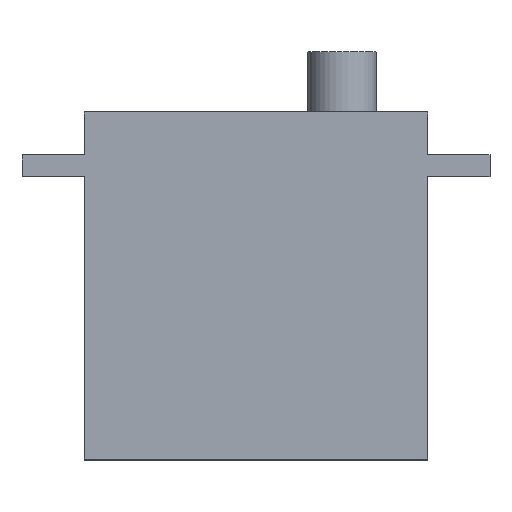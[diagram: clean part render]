
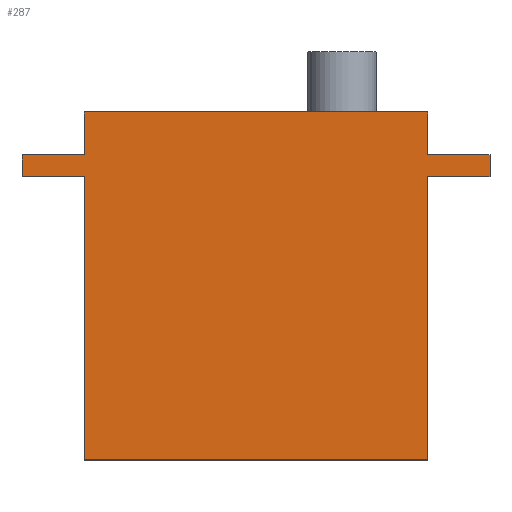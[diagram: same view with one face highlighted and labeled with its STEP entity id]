
A CAD part, top view. The second image highlights one B-rep face of the part: STEP entity #287.
In plain terms, the highlighted planar face has unit normal (0, 0, 1).
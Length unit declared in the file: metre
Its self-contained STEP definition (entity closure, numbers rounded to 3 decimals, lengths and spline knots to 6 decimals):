
#14=LINE('',#407,#50);
#20=LINE('',#420,#56);
#21=LINE('',#422,#57);
#26=LINE('',#432,#62);
#28=LINE('',#437,#64);
#32=LINE('',#444,#68);
#34=LINE('',#449,#70);
#37=LINE('',#457,#73);
#41=LINE('',#466,#77);
#42=LINE('',#467,#78);
#43=LINE('',#468,#79);
#44=LINE('',#469,#80);
#50=VECTOR('',#334,1.);
#56=VECTOR('',#342,1.);
#57=VECTOR('',#345,1.);
#62=VECTOR('',#352,1.);
#64=VECTOR('',#356,1.);
#68=VECTOR('',#362,1.);
#70=VECTOR('',#366,1.);
#73=VECTOR('',#373,1.);
#77=VECTOR('',#379,1.);
#78=VECTOR('',#380,1.);
#79=VECTOR('',#381,1.);
#80=VECTOR('',#382,1.);
#119=ORIENTED_EDGE('',*,*,#183,.T.);
#120=ORIENTED_EDGE('',*,*,#191,.F.);
#121=ORIENTED_EDGE('',*,*,#169,.T.);
#122=ORIENTED_EDGE('',*,*,#170,.T.);
#123=ORIENTED_EDGE('',*,*,#163,.F.);
#124=ORIENTED_EDGE('',*,*,#192,.F.);
#125=ORIENTED_EDGE('',*,*,#187,.F.);
#126=ORIENTED_EDGE('',*,*,#193,.T.);
#127=ORIENTED_EDGE('',*,*,#175,.F.);
#128=ORIENTED_EDGE('',*,*,#181,.F.);
#129=ORIENTED_EDGE('',*,*,#177,.T.);
#130=ORIENTED_EDGE('',*,*,#194,.T.);
#163=EDGE_CURVE('',#201,#202,#14,.T.);
#169=EDGE_CURVE('',#205,#207,#20,.T.);
#170=EDGE_CURVE('',#207,#202,#21,.T.);
#175=EDGE_CURVE('',#211,#208,#26,.T.);
#177=EDGE_CURVE('',#214,#212,#28,.T.);
#181=EDGE_CURVE('',#214,#211,#32,.T.);
#183=EDGE_CURVE('',#218,#216,#34,.T.);
#187=EDGE_CURVE('',#221,#222,#37,.T.);
#191=EDGE_CURVE('',#205,#216,#41,.T.);
#192=EDGE_CURVE('',#222,#201,#42,.T.);
#193=EDGE_CURVE('',#221,#208,#43,.T.);
#194=EDGE_CURVE('',#212,#218,#44,.T.);
#201=VERTEX_POINT('',#406);
#202=VERTEX_POINT('',#408);
#205=VERTEX_POINT('',#415);
#207=VERTEX_POINT('',#419);
#208=VERTEX_POINT('',#426);
#211=VERTEX_POINT('',#431);
#212=VERTEX_POINT('',#435);
#214=VERTEX_POINT('',#438);
#216=VERTEX_POINT('',#447);
#218=VERTEX_POINT('',#450);
#221=VERTEX_POINT('',#458);
#222=VERTEX_POINT('',#459);
#237=EDGE_LOOP('',(#119,#120,#121,#122,#123,#124,#125,#126,#127,#128,#129,
#130));
#255=FACE_BOUND('',#237,.T.);
#272=PLANE('',#318);
#287=ADVANCED_FACE('',(#255),#272,.F.);
#318=AXIS2_PLACEMENT_3D('',#465,#377,#378);
#334=DIRECTION('',(1.,0.,0.));
#342=DIRECTION('',(1.,0.,0.));
#345=DIRECTION('',(0.,1.,0.));
#352=DIRECTION('',(1.,0.,0.));
#356=DIRECTION('',(1.,0.,0.));
#362=DIRECTION('',(0.,1.,0.));
#366=DIRECTION('',(1.,0.,0.));
#373=DIRECTION('',(1.,0.,0.));
#377=DIRECTION('',(0.,0.,-1.));
#378=DIRECTION('',(-1.,0.,0.));
#379=DIRECTION('',(0.,-1.,0.));
#380=DIRECTION('',(0.,-1.,0.));
#381=DIRECTION('',(0.,-1.,0.));
#382=DIRECTION('',(0.,-1.,0.));
#406=CARTESIAN_POINT('',(0.,0.0355,0.));
#407=CARTESIAN_POINT('',(0.,0.0355,0.));
#408=CARTESIAN_POINT('',(0.00725,0.0355,0.));
#415=CARTESIAN_POINT('',(0.,0.033,0.));
#419=CARTESIAN_POINT('',(0.00725,0.033,0.));
#420=CARTESIAN_POINT('',(0.,0.033,0.));
#422=CARTESIAN_POINT('',(0.00725,0.033,0.));
#426=CARTESIAN_POINT('',(-0.04,0.0355,0.));
#431=CARTESIAN_POINT('',(-0.04725,0.0355,0.));
#432=CARTESIAN_POINT('',(-0.04,0.0355,0.));
#435=CARTESIAN_POINT('',(-0.04,0.033,0.));
#437=CARTESIAN_POINT('',(-0.04,0.033,0.));
#438=CARTESIAN_POINT('',(-0.04725,0.033,0.));
#444=CARTESIAN_POINT('',(-0.04725,0.033,0.));
#447=CARTESIAN_POINT('',(0.,0.,0.));
#449=CARTESIAN_POINT('',(0.,0.,0.));
#450=CARTESIAN_POINT('',(-0.04,0.,0.));
#457=CARTESIAN_POINT('',(0.,0.0405,0.));
#458=CARTESIAN_POINT('',(-0.04,0.0405,0.));
#459=CARTESIAN_POINT('',(0.,0.0405,0.));
#465=CARTESIAN_POINT('',(0.,0.0405,0.));
#466=CARTESIAN_POINT('',(0.,0.0405,0.));
#467=CARTESIAN_POINT('',(0.,0.0405,0.));
#468=CARTESIAN_POINT('',(-0.04,0.0405,0.));
#469=CARTESIAN_POINT('',(-0.04,0.0405,0.));
